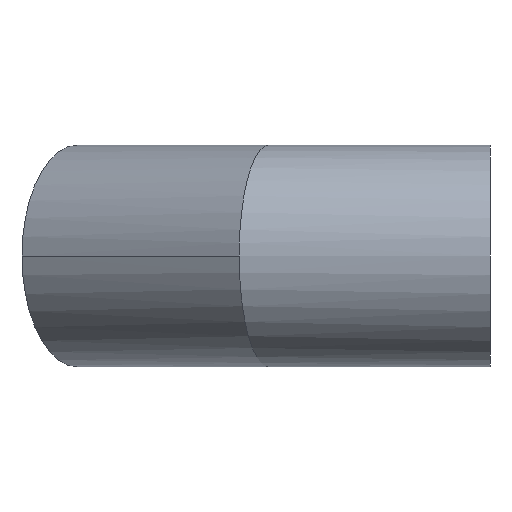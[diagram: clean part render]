
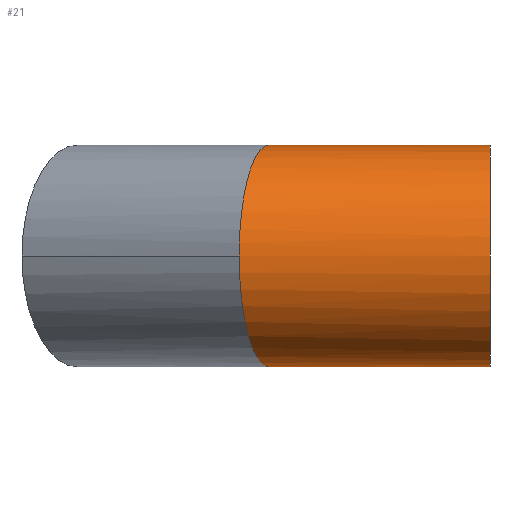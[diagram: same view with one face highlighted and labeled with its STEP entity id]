
A CAD part, left-side view. The second image highlights one B-rep face of the part: STEP entity #21.
In plain terms, the highlighted cylindrical face has radius 80 mm (diameter 160 mm), a partial arc.
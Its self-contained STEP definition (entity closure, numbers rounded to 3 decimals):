
#1 =( BOUNDED_CURVE ( )  B_SPLINE_CURVE ( 3, ( #97, #77, #362, #135 ),
 .UNSPECIFIED., .F., .F. ) 
 B_SPLINE_CURVE_WITH_KNOTS ( ( 4, 4 ),
 ( 0., 1.571 ),
 .UNSPECIFIED. ) 
 CURVE ( )  GEOMETRIC_REPRESENTATION_ITEM ( )  RATIONAL_B_SPLINE_CURVE ( ( 1., 0.805, 0.805, 1. ) ) 
 REPRESENTATION_ITEM ( '' )  );
#8 = VECTOR ( 'NONE', #279, 1000. ) ;
#14 = AXIS2_PLACEMENT_3D ( 'NONE', #324, #228, #52 ) ;
#21 = ADVANCED_FACE ( 'NONE', ( #229 ), #133, .T. ) ;
#27 = EDGE_CURVE ( 'NONE', #298, #269, #315, .T. ) ;
#42 = VECTOR ( 'NONE', #113, 1000. ) ;
#43 = EDGE_CURVE ( 'NONE', #313, #60, #198, .T. ) ;
#45 = CARTESIAN_POINT ( 'NONE',  ( -80., 181.134, 46.863 ) ) ;
#52 = DIRECTION ( 'NONE',  ( 0., 0., 1. ) ) ;
#60 = VERTEX_POINT ( 'NONE', #219 ) ;
#77 = CARTESIAN_POINT ( 'NONE',  ( -80., 181.134, -46.863 ) ) ;
#97 = CARTESIAN_POINT ( 'NONE',  ( -80., 181.134, 0. ) ) ;
#108 = CARTESIAN_POINT ( 'NONE',  ( 0., 0., 80. ) ) ;
#110 = CARTESIAN_POINT ( 'NONE',  ( 0., 159.698, -80. ) ) ;
#113 = DIRECTION ( 'NONE',  ( 0., 1., 0. ) ) ;
#127 = DIRECTION ( 'NONE',  ( 0., 0., 1. ) ) ;
#130 = CARTESIAN_POINT ( 'NONE',  ( 0., 0., -80. ) ) ;
#131 = EDGE_CURVE ( 'NONE', #60, #269, #1, .T. ) ;
#133 = CYLINDRICAL_SURFACE ( 'NONE', #350, 80. ) ;
#135 = CARTESIAN_POINT ( 'NONE',  ( 0., 159.698, -80. ) ) ;
#141 = LINE ( 'NONE', #233, #42 ) ;
#156 = DIRECTION ( 'NONE',  ( 0., 1., 0. ) ) ;
#168 = CARTESIAN_POINT ( 'NONE',  ( 0., 0., -80. ) ) ;
#183 = ORIENTED_EDGE ( 'NONE', *, *, #27, .F. ) ;
#191 = CARTESIAN_POINT ( 'NONE',  ( 0., 159.698, 80. ) ) ;
#194 = CARTESIAN_POINT ( 'NONE',  ( -80., 181.134, 0. ) ) ;
#195 = EDGE_CURVE ( 'NONE', #330, #313, #141, .T. ) ;
#198 =( BOUNDED_CURVE ( )  B_SPLINE_CURVE ( 3, ( #191, #388, #45, #194 ),
 .UNSPECIFIED., .F., .F. ) 
 B_SPLINE_CURVE_WITH_KNOTS ( ( 4, 4 ),
 ( 4.712, 6.283 ),
 .UNSPECIFIED. ) 
 CURVE ( )  GEOMETRIC_REPRESENTATION_ITEM ( )  RATIONAL_B_SPLINE_CURVE ( ( 1., 0.805, 0.805, 1. ) ) 
 REPRESENTATION_ITEM ( '' )  );
#213 = EDGE_LOOP ( 'NONE', ( #183, #328, #242, #352, #327 ) ) ;
#216 = CARTESIAN_POINT ( 'NONE',  ( 0., 0., 0. ) ) ;
#219 = CARTESIAN_POINT ( 'NONE',  ( -80., 181.134, 0. ) ) ;
#228 = DIRECTION ( 'NONE',  ( 0., 1., 0. ) ) ;
#229 = FACE_OUTER_BOUND ( 'NONE', #213, .T. ) ;
#233 = CARTESIAN_POINT ( 'NONE',  ( 0., 0., 80. ) ) ;
#242 = ORIENTED_EDGE ( 'NONE', *, *, #195, .T. ) ;
#269 = VERTEX_POINT ( 'NONE', #110 ) ;
#279 = DIRECTION ( 'NONE',  ( 0., 1., 0. ) ) ;
#298 = VERTEX_POINT ( 'NONE', #168 ) ;
#311 = CIRCLE ( 'NONE', #14, 80. ) ;
#313 = VERTEX_POINT ( 'NONE', #341 ) ;
#315 = LINE ( 'NONE', #130, #8 ) ;
#318 = EDGE_CURVE ( 'NONE', #298, #330, #311, .T. ) ;
#324 = CARTESIAN_POINT ( 'NONE',  ( 0., 0., 0. ) ) ;
#327 = ORIENTED_EDGE ( 'NONE', *, *, #131, .T. ) ;
#328 = ORIENTED_EDGE ( 'NONE', *, *, #318, .T. ) ;
#330 = VERTEX_POINT ( 'NONE', #108 ) ;
#341 = CARTESIAN_POINT ( 'NONE',  ( 0., 159.698, 80. ) ) ;
#350 = AXIS2_PLACEMENT_3D ( 'NONE', #216, #156, #127 ) ;
#352 = ORIENTED_EDGE ( 'NONE', *, *, #43, .T. ) ;
#362 = CARTESIAN_POINT ( 'NONE',  ( -46.863, 172.255, -80. ) ) ;
#388 = CARTESIAN_POINT ( 'NONE',  ( -46.863, 172.255, 80. ) ) ;
